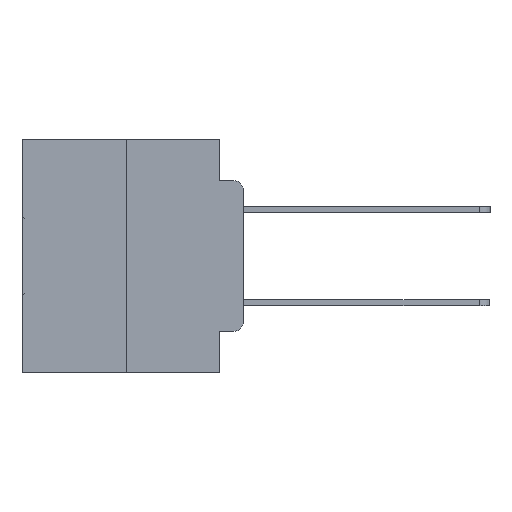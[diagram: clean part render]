
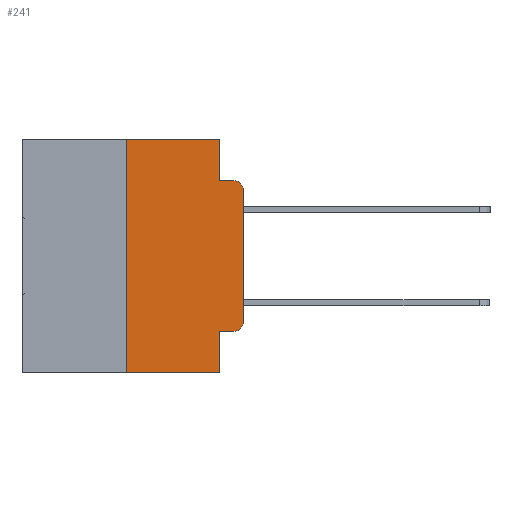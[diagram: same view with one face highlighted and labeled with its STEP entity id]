
A CAD part, left-side view. The second image highlights one B-rep face of the part: STEP entity #241.
In plain terms, the highlighted planar face has unit normal (-1, 0, 0).
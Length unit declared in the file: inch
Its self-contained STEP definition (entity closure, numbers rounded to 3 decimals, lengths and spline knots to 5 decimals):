
#241 = ADVANCED_FACE ( 'NONE', ( #1769 ), #16725, .F. ) ;
#921 = DIRECTION ( 'NONE',  ( 0., -1., 0. ) ) ;
#993 = CARTESIAN_POINT ( 'NONE',  ( 0., 0.02, -0.1085 ) ) ;
#1131 = CARTESIAN_POINT ( 'NONE',  ( 0., 0., -0.1085 ) ) ;
#1250 = DIRECTION ( 'NONE',  ( 0., 0., -1. ) ) ;
#1363 = DIRECTION ( 'NONE',  ( 1., 0., 0. ) ) ;
#1693 = ORIENTED_EDGE ( 'NONE', *, *, #15819, .T. ) ;
#1769 = FACE_OUTER_BOUND ( 'NONE', #30490, .T. ) ;
#2141 = CARTESIAN_POINT ( 'NONE',  ( 0., 0., -0.3915 ) ) ;
#2326 = ORIENTED_EDGE ( 'NONE', *, *, #10920, .T. ) ;
#3154 = VERTEX_POINT ( 'NONE', #7993 ) ;
#3326 = VECTOR ( 'NONE', #11400, 39.37008 ) ;
#3506 = CARTESIAN_POINT ( 'NONE',  ( 0., 0.473, 0. ) ) ;
#3579 = DIRECTION ( 'NONE',  ( 0., 0., -1. ) ) ;
#4155 = DIRECTION ( 'NONE',  ( 0., -1., 0. ) ) ;
#4625 = ORIENTED_EDGE ( 'NONE', *, *, #25611, .T. ) ;
#4736 = VERTEX_POINT ( 'NONE', #1131 ) ;
#5030 = DIRECTION ( 'NONE',  ( 0., -1., 0. ) ) ;
#6457 = LINE ( 'NONE', #15293, #26312 ) ;
#6735 = LINE ( 'NONE', #31465, #26576 ) ;
#6875 = ORIENTED_EDGE ( 'NONE', *, *, #15099, .F. ) ;
#6878 = DIRECTION ( 'NONE',  ( -1., 0., 0. ) ) ;
#7509 = EDGE_CURVE ( 'NONE', #7683, #3154, #29837, .T. ) ;
#7683 = VERTEX_POINT ( 'NONE', #25964 ) ;
#7855 = EDGE_CURVE ( 'NONE', #22284, #19940, #23790, .T. ) ;
#7903 = EDGE_CURVE ( 'NONE', #14349, #22284, #28998, .T. ) ;
#7993 = CARTESIAN_POINT ( 'NONE',  ( 0., 0.051, -0.5 ) ) ;
#8029 = ORIENTED_EDGE ( 'NONE', *, *, #7903, .F. ) ;
#8713 = ORIENTED_EDGE ( 'NONE', *, *, #7855, .F. ) ;
#9436 = LINE ( 'NONE', #21785, #3326 ) ;
#10199 = CARTESIAN_POINT ( 'NONE',  ( 0., 0.051, -0.0885 ) ) ;
#10920 = EDGE_CURVE ( 'NONE', #4736, #11220, #21846, .T. ) ;
#11048 = VECTOR ( 'NONE', #4155, 39.37008 ) ;
#11220 = VERTEX_POINT ( 'NONE', #20260 ) ;
#11400 = DIRECTION ( 'NONE',  ( 0., -1., 0. ) ) ;
#11694 = VERTEX_POINT ( 'NONE', #11876 ) ;
#11856 = LINE ( 'NONE', #30058, #11048 ) ;
#11876 = CARTESIAN_POINT ( 'NONE',  ( 0., 0.02, -0.4115 ) ) ;
#12079 = EDGE_CURVE ( 'NONE', #7683, #14349, #6735, .T. ) ;
#13470 = DIRECTION ( 'NONE',  ( 0., 0., 1. ) ) ;
#14349 = VERTEX_POINT ( 'NONE', #28908 ) ;
#14460 = AXIS2_PLACEMENT_3D ( 'NONE', #993, #19169, #3579 ) ;
#14545 = VECTOR ( 'NONE', #5030, 39.37008 ) ;
#15099 = EDGE_CURVE ( 'NONE', #19940, #11220, #9436, .T. ) ;
#15293 = CARTESIAN_POINT ( 'NONE',  ( 0., 0., 0. ) ) ;
#15819 = EDGE_CURVE ( 'NONE', #11694, #32028, #29592, .T. ) ;
#16185 = VECTOR ( 'NONE', #26577, 39.37008 ) ;
#16404 = CARTESIAN_POINT ( 'NONE',  ( 0., 0.051, 0. ) ) ;
#16725 = PLANE ( 'NONE',  #24826 ) ;
#16952 = VECTOR ( 'NONE', #21565, 39.37008 ) ;
#16976 = LINE ( 'NONE', #24012, #16185 ) ;
#17207 = VERTEX_POINT ( 'NONE', #20452 ) ;
#19169 = DIRECTION ( 'NONE',  ( -1., 0., 0. ) ) ;
#19940 = VERTEX_POINT ( 'NONE', #10199 ) ;
#20260 = CARTESIAN_POINT ( 'NONE',  ( 0., 0.02, -0.0885 ) ) ;
#20452 = CARTESIAN_POINT ( 'NONE',  ( 0., 0.051, -0.4115 ) ) ;
#21488 = EDGE_CURVE ( 'NONE', #17207, #3154, #16976, .T. ) ;
#21565 = DIRECTION ( 'NONE',  ( 0., 0., -1. ) ) ;
#21664 = ORIENTED_EDGE ( 'NONE', *, *, #26436, .T. ) ;
#21785 = CARTESIAN_POINT ( 'NONE',  ( 0., 0.051, -0.0885 ) ) ;
#21846 = CIRCLE ( 'NONE', #14460, 0.02 ) ;
#22163 = VECTOR ( 'NONE', #921, 39.37008 ) ;
#22284 = VERTEX_POINT ( 'NONE', #27661 ) ;
#22407 = CARTESIAN_POINT ( 'NONE',  ( 0., 0.02, -0.3915 ) ) ;
#23790 = LINE ( 'NONE', #16404, #16952 ) ;
#23821 = ORIENTED_EDGE ( 'NONE', *, *, #7509, .T. ) ;
#24012 = CARTESIAN_POINT ( 'NONE',  ( 0., 0.051, 0. ) ) ;
#24826 = AXIS2_PLACEMENT_3D ( 'NONE', #30533, #1363, #1250 ) ;
#24977 = AXIS2_PLACEMENT_3D ( 'NONE', #22407, #6878, #25005 ) ;
#25005 = DIRECTION ( 'NONE',  ( 0., 0., -1. ) ) ;
#25530 = DIRECTION ( 'NONE',  ( 0., 0., 1. ) ) ;
#25611 = EDGE_CURVE ( 'NONE', #17207, #11694, #11856, .T. ) ;
#25964 = CARTESIAN_POINT ( 'NONE',  ( 0., 0.25, -0.5 ) ) ;
#26312 = VECTOR ( 'NONE', #25530, 39.37008 ) ;
#26436 = EDGE_CURVE ( 'NONE', #32028, #4736, #6457, .T. ) ;
#26576 = VECTOR ( 'NONE', #13470, 39.37008 ) ;
#26577 = DIRECTION ( 'NONE',  ( 0., 0., -1. ) ) ;
#27447 = ORIENTED_EDGE ( 'NONE', *, *, #12079, .F. ) ;
#27661 = CARTESIAN_POINT ( 'NONE',  ( 0., 0.051, 0. ) ) ;
#28336 = CARTESIAN_POINT ( 'NONE',  ( 0., 0.473, -0.5 ) ) ;
#28908 = CARTESIAN_POINT ( 'NONE',  ( 0., 0.25, 0. ) ) ;
#28998 = LINE ( 'NONE', #3506, #22163 ) ;
#29592 = CIRCLE ( 'NONE', #24977, 0.02 ) ;
#29837 = LINE ( 'NONE', #28336, #14545 ) ;
#30058 = CARTESIAN_POINT ( 'NONE',  ( 0., 0.051, -0.4115 ) ) ;
#30490 = EDGE_LOOP ( 'NONE', ( #21664, #2326, #6875, #8713, #8029, #27447, #23821, #31662, #4625, #1693 ) ) ;
#30533 = CARTESIAN_POINT ( 'NONE',  ( 0., 0.473, 0. ) ) ;
#31465 = CARTESIAN_POINT ( 'NONE',  ( 0., 0.25, 0. ) ) ;
#31662 = ORIENTED_EDGE ( 'NONE', *, *, #21488, .F. ) ;
#32028 = VERTEX_POINT ( 'NONE', #2141 ) ;
